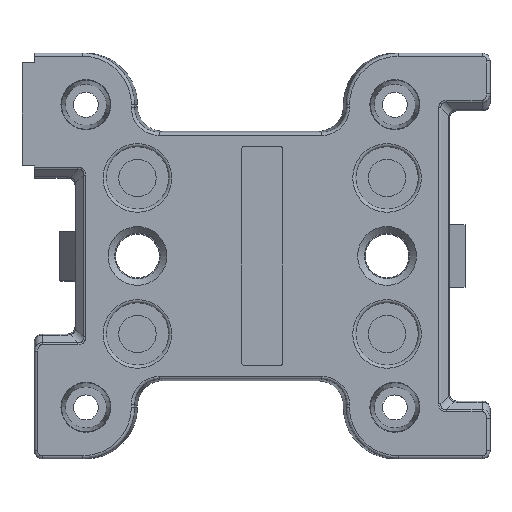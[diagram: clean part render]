
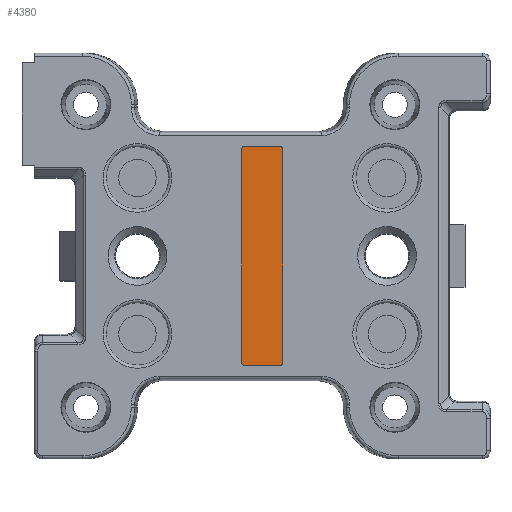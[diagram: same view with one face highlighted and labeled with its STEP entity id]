
A CAD part, top view. The second image highlights one B-rep face of the part: STEP entity #4380.
In plain terms, the highlighted planar face has unit normal (0, 0, 1).
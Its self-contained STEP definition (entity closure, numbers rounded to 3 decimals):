
#307=LINE($,#7094,#623);
#311=LINE($,#7106,#627);
#315=LINE($,#7118,#631);
#319=LINE($,#7129,#635);
#623=VECTOR($,#5439,0.594);
#627=VECTOR($,#5451,3.444);
#631=VECTOR($,#5463,0.594);
#635=VECTOR($,#5475,3.444);
#917=PLANE($,#4752);
#1149=FACE_OUTER_BOUND($,#1463,.T.);
#1463=EDGE_LOOP($,(#3239,#3240,#3241,#3242,#3243,#3244,#3245,#3246));
#1825=CIRCLE($,#4738,0.028);
#1827=CIRCLE($,#4742,0.028);
#1829=CIRCLE($,#4746,0.028);
#1831=CIRCLE($,#4750,0.028);
#2088=VERTEX_POINT($,#7084);
#2089=VERTEX_POINT($,#7085);
#2092=VERTEX_POINT($,#7093);
#2094=VERTEX_POINT($,#7099);
#2096=VERTEX_POINT($,#7105);
#2098=VERTEX_POINT($,#7111);
#2100=VERTEX_POINT($,#7117);
#2102=VERTEX_POINT($,#7123);
#2529=EDGE_CURVE($,#2088,#2089,#1825,.T.);
#2533=EDGE_CURVE($,#2088,#2092,#307,.T.);
#2536=EDGE_CURVE($,#2094,#2092,#1827,.T.);
#2539=EDGE_CURVE($,#2094,#2096,#311,.T.);
#2542=EDGE_CURVE($,#2098,#2096,#1829,.T.);
#2545=EDGE_CURVE($,#2098,#2100,#315,.T.);
#2548=EDGE_CURVE($,#2102,#2100,#1831,.T.);
#2551=EDGE_CURVE($,#2102,#2089,#319,.T.);
#3239=ORIENTED_EDGE($,*,*,#2529,.T.);
#3240=ORIENTED_EDGE($,*,*,#2551,.F.);
#3241=ORIENTED_EDGE($,*,*,#2548,.T.);
#3242=ORIENTED_EDGE($,*,*,#2545,.F.);
#3243=ORIENTED_EDGE($,*,*,#2542,.T.);
#3244=ORIENTED_EDGE($,*,*,#2539,.F.);
#3245=ORIENTED_EDGE($,*,*,#2536,.T.);
#3246=ORIENTED_EDGE($,*,*,#2533,.F.);
#4380=ADVANCED_FACE($,(#1149),#917,.T.);
#4738=AXIS2_PLACEMENT_3D($,#7086,#5431,#5432);
#4742=AXIS2_PLACEMENT_3D($,#7100,#5444,#5445);
#4746=AXIS2_PLACEMENT_3D($,#7112,#5456,#5457);
#4750=AXIS2_PLACEMENT_3D($,#7124,#5468,#5469);
#4752=AXIS2_PLACEMENT_3D($,#7128,#5473,#5474);
#5431=DIRECTION('center_axis',(0.,0.,1.));
#5432=DIRECTION('ref_axis',(-0.707,0.707,0.));
#5439=DIRECTION($,(1.,0.,0.));
#5444=DIRECTION('center_axis',(0.,0.,1.));
#5445=DIRECTION('ref_axis',(0.707,0.707,0.));
#5451=DIRECTION($,(0.,-1.,0.));
#5456=DIRECTION('center_axis',(0.,0.,1.));
#5457=DIRECTION('ref_axis',(0.707,-0.707,0.));
#5463=DIRECTION($,(-1.,0.,0.));
#5468=DIRECTION('center_axis',(0.,0.,1.));
#5469=DIRECTION('ref_axis',(-0.707,-0.707,0.));
#5473=DIRECTION('center_axis',(0.,0.,1.));
#5474=DIRECTION('ref_axis',(0.,1.,0.));
#5475=DIRECTION($,(0.,1.,0.));
#7084=CARTESIAN_POINT('',(-0.297,1.75,1.497));
#7085=CARTESIAN_POINT('',(-0.325,1.722,1.497));
#7086=CARTESIAN_POINT('Origin',(-0.297,1.722,1.497));
#7093=CARTESIAN_POINT('',(0.297,1.75,1.497));
#7094=CARTESIAN_POINT($,(-0.297,1.75,1.497));
#7099=CARTESIAN_POINT('',(0.325,1.722,1.497));
#7100=CARTESIAN_POINT('Origin',(0.297,1.722,1.497));
#7105=CARTESIAN_POINT('',(0.325,-1.722,1.497));
#7106=CARTESIAN_POINT($,(0.325,1.722,1.497));
#7111=CARTESIAN_POINT('',(0.297,-1.75,1.497));
#7112=CARTESIAN_POINT('Origin',(0.297,-1.722,1.497));
#7117=CARTESIAN_POINT('',(-0.297,-1.75,1.497));
#7118=CARTESIAN_POINT($,(0.297,-1.75,1.497));
#7123=CARTESIAN_POINT('',(-0.325,-1.722,1.497));
#7124=CARTESIAN_POINT('Origin',(-0.297,-1.722,1.497));
#7128=CARTESIAN_POINT('Origin',(0.,0.,
1.497));
#7129=CARTESIAN_POINT($,(-0.325,-1.722,1.497));
